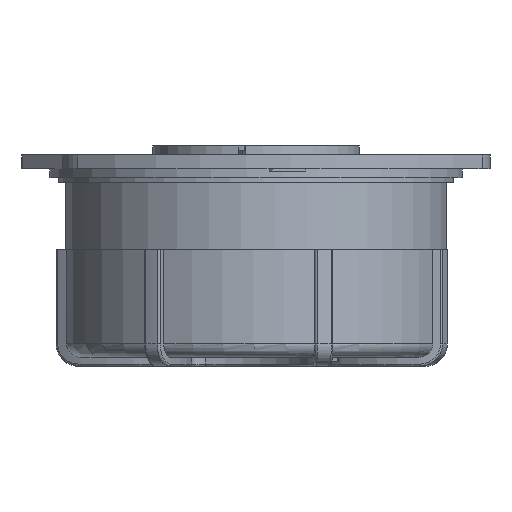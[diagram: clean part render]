
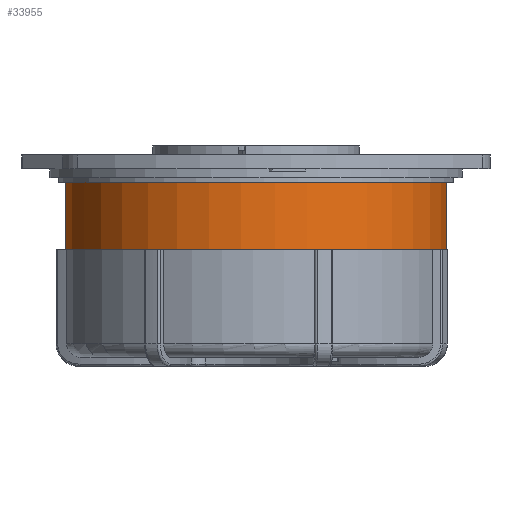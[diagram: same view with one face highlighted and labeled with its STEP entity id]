
A CAD part, front view. The second image highlights one B-rep face of the part: STEP entity #33955.
In plain terms, the highlighted cylindrical face has radius 42.5 mm (diameter 85 mm), a full revolution.
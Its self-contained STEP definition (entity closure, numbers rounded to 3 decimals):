
#1104 = CARTESIAN_POINT ( 'NONE',  ( -26.748, 0., 54.347 ) ) ;
#3802 = AXIS2_PLACEMENT_3D ( 'NONE', #15588, #33709, #28138 ) ;
#5226 = EDGE_CURVE ( 'NONE', #39076, #39076, #21552, .T. ) ;
#9219 = VERTEX_POINT ( 'NONE', #21800 ) ;
#12076 = CIRCLE ( 'NONE', #25913, 42.5 ) ;
#13986 = FACE_OUTER_BOUND ( 'NONE', #32543, .T. ) ;
#15588 = CARTESIAN_POINT ( 'NONE',  ( -26.748, 0., 69.347 ) ) ;
#17175 = DIRECTION ( 'NONE',  ( 0., 0., 1. ) ) ;
#20172 = DIRECTION ( 'NONE',  ( 0., 0., -1. ) ) ;
#20316 = EDGE_LOOP ( 'NONE', ( #24125 ) ) ;
#21552 = CIRCLE ( 'NONE', #3802, 42.5 ) ;
#21800 = CARTESIAN_POINT ( 'NONE',  ( 3.619, -29.734, 54.347 ) ) ;
#22689 = AXIS2_PLACEMENT_3D ( 'NONE', #26544, #20172, #38871 ) ;
#23467 = CARTESIAN_POINT ( 'NONE',  ( 3.619, -29.734, 69.347 ) ) ;
#24125 = ORIENTED_EDGE ( 'NONE', *, *, #5226, .F. ) ;
#25913 = AXIS2_PLACEMENT_3D ( 'NONE', #1104, #17175, #36292 ) ;
#26544 = CARTESIAN_POINT ( 'NONE',  ( -26.748, 0., 69.347 ) ) ;
#28138 = DIRECTION ( 'NONE',  ( 0.715, -0.7, 0. ) ) ;
#29227 = CYLINDRICAL_SURFACE ( 'NONE', #22689, 42.5 ) ;
#31144 = ORIENTED_EDGE ( 'NONE', *, *, #33117, .T. ) ;
#32543 = EDGE_LOOP ( 'NONE', ( #31144 ) ) ;
#33117 = EDGE_CURVE ( 'NONE', #9219, #9219, #12076, .T. ) ;
#33709 = DIRECTION ( 'NONE',  ( 0., 0., 1. ) ) ;
#33955 = ADVANCED_FACE ( 'NONE', ( #35395, #13986 ), #29227, .T. ) ;
#35395 = FACE_OUTER_BOUND ( 'NONE', #20316, .T. ) ;
#36292 = DIRECTION ( 'NONE',  ( 0.715, -0.7, 0. ) ) ;
#38871 = DIRECTION ( 'NONE',  ( -0.715, 0.7, 0. ) ) ;
#39076 = VERTEX_POINT ( 'NONE', #23467 ) ;
